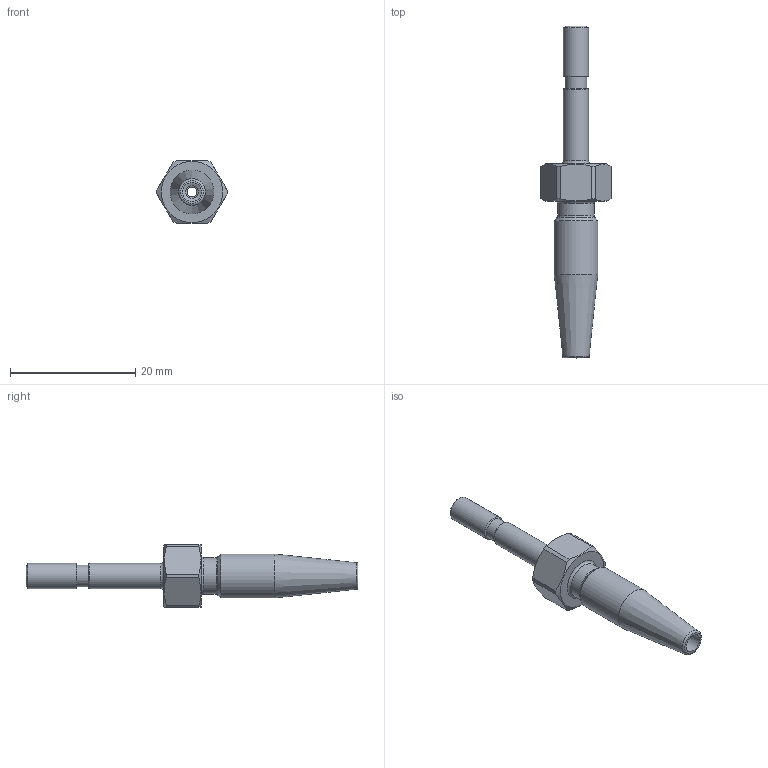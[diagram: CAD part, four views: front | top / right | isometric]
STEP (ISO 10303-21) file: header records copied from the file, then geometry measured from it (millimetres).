
FILE_DESCRIPTION(/* description */ ('STEP AP214'),/* implementation_level */ '2;1');
FILE_NAME(/* name */ 'H0800010',/* time_stamp */ '2023-05-10T15:45:12+02:00',/* author */ ('License CC BY-ND 4.0'),/* organization */ ('CADENAS'),/* preprocessor_version */ 'ST-DEVELOPER v19.3',/* originating_system */ 'PARTsolutions',/* authorisation */ ' ');
FILE_SCHEMA (('AUTOMOTIVE_DESIGN {1 0 10303 214 3 1 1}'));
Length unit declared in the file: millimetre
Products named in the file (1): H0800010
Bounding box: 11.2 x 53 x 10 mm (x, y, z)
Volume: 1281.7 mm3; surface area: 1500.8 mm2
Topology: 1 solids, 1 shells, 39 faces, 86 edges, 52 vertices
Faces by surface type: cylinder 14, plane 11, cone 8, torus 6
Full cylindrical faces by diameter (mm): 1.5 x1, 2 x1, 3 x1, 3.5 x1, 4 x2, 5.85 x1, 7 x1
Entity records: 1000 total; most frequent: CARTESIAN_POINT 200, DIRECTION 168, ORIENTED_EDGE 124, AXIS2_PLACEMENT_3D 78, EDGE_LOOP 66, FACE_BOUND 66, EDGE_CURVE 62, VERTEX_POINT 50
